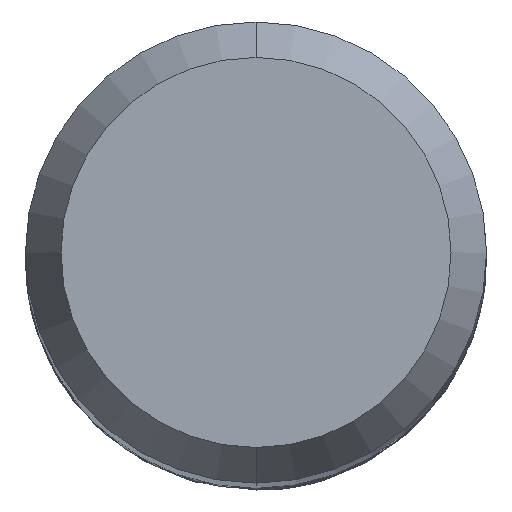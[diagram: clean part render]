
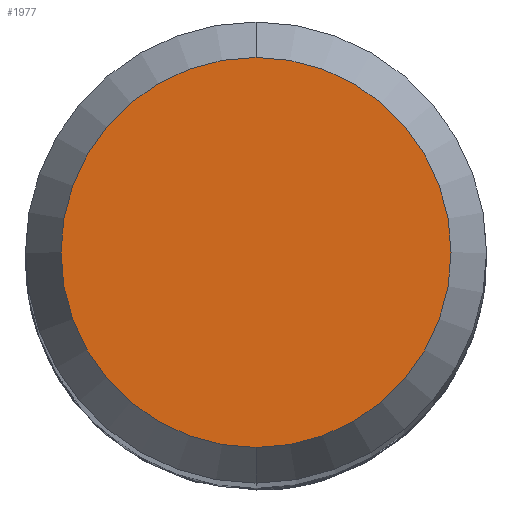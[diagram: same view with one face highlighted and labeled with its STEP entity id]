
A CAD part, top view. The second image highlights one B-rep face of the part: STEP entity #1977.
In plain terms, the highlighted planar face has unit normal (0, 0, 1).
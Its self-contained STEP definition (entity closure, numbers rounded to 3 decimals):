
#1141=VERTEX_POINT('',#2664);
#1373=VERTEX_POINT('',#2913);
#1667=EDGE_CURVE('',#1373,#1141,#3233,.T.);
#1977=ADVANCED_FACE('',(#3574),#3575,.T.);
#2051=EDGE_CURVE('',#1141,#1373,#3652,.T.);
#2664=CARTESIAN_POINT('',(0.0,2.538,0.0));
#2913=CARTESIAN_POINT('',(0.,-2.538,0.0));
#3233=CIRCLE('',#10612,2.538);
#3574=FACE_OUTER_BOUND('',#13459,.T.);
#3575=PLANE('',#13460);
#3652=CIRCLE('',#13798,2.538);
#10612=AXIS2_PLACEMENT_3D('',#16753,#16754,#16755);
#13459=EDGE_LOOP('',(#17147,#17148));
#13460=AXIS2_PLACEMENT_3D('',#17149,#17150,#17151);
#13798=AXIS2_PLACEMENT_3D('',#17209,#17210,#17211);
#16753=CARTESIAN_POINT('',(0.0,0.0,0.0));
#16754=DIRECTION('',(0.0,0.0,-1.0));
#16755=DIRECTION('',(0.0,1.0,0.0));
#17147=ORIENTED_EDGE('',*,*,#2051,.F.);
#17148=ORIENTED_EDGE('',*,*,#1667,.F.);
#17149=CARTESIAN_POINT('',(0.0,1.269,0.0));
#17150=DIRECTION('',(-0.0,0.0,1.0));
#17151=DIRECTION('',(0.0,-1.0,0.0));
#17209=CARTESIAN_POINT('',(0.0,0.0,0.0));
#17210=DIRECTION('',(0.0,0.0,-1.0));
#17211=DIRECTION('',(0.0,1.0,0.0));
